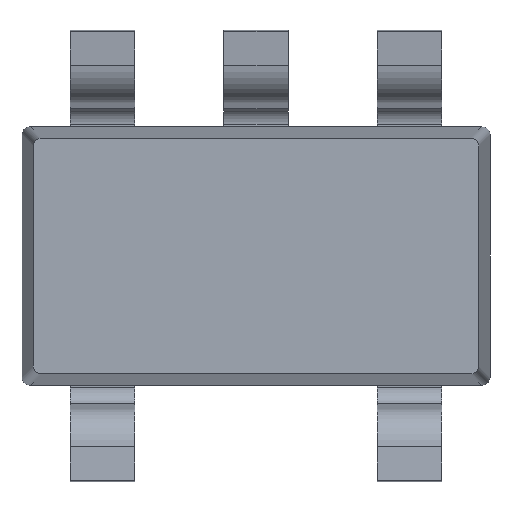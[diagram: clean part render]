
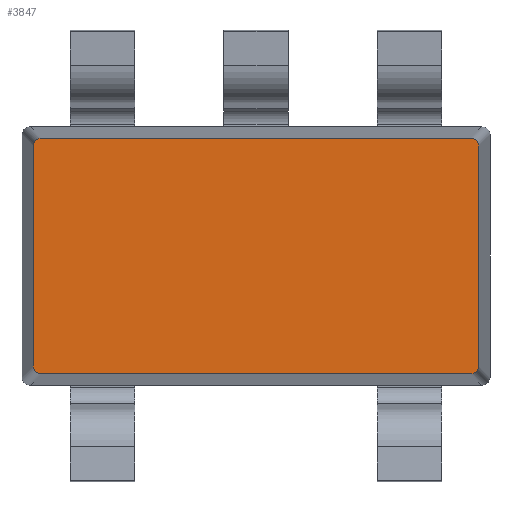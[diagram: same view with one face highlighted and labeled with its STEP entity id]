
A CAD part, front view. The second image highlights one B-rep face of the part: STEP entity #3847.
In plain terms, the highlighted planar face has unit normal (0, -1, 0).
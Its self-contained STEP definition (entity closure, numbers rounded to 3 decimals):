
#2 = CARTESIAN_POINT ( 'NONE',  ( 1.38, -0.875, 0.709 ) ) ;
#167 = CARTESIAN_POINT ( 'NONE',  ( -1.33, -0.875, -0.73 ) ) ;
#185 = ORIENTED_EDGE ( 'NONE', *, *, #1099, .T. ) ;
#202 = EDGE_CURVE ( 'NONE', #1278, #1930, #263, .T. ) ;
#236 = ORIENTED_EDGE ( 'NONE', *, *, #1246, .T. ) ;
#263 =( BOUNDED_CURVE ( )  B_SPLINE_CURVE ( 3, ( #2136, #2, #304, #327 ),
 .UNSPECIFIED., .F., .F. ) 
 B_SPLINE_CURVE_WITH_KNOTS ( ( 4, 4 ),
 ( 5.502, 7.065 ),
 .UNSPECIFIED. ) 
 CURVE ( )  GEOMETRIC_REPRESENTATION_ITEM ( )  RATIONAL_B_SPLINE_CURVE ( ( 1., 0.807, 0.807, 1. ) ) 
 REPRESENTATION_ITEM ( '' )  );
#280 = VERTEX_POINT ( 'NONE', #1687 ) ;
#304 = CARTESIAN_POINT ( 'NONE',  ( 1.359, -0.875, 0.73 ) ) ;
#324 = EDGE_LOOP ( 'NONE', ( #570, #236, #3660, #185, #959, #2605, #1976, #3525 ) ) ;
#327 = CARTESIAN_POINT ( 'NONE',  ( 1.33, -0.875, 0.73 ) ) ;
#371 = LINE ( 'NONE', #3834, #1473 ) ;
#381 = CARTESIAN_POINT ( 'NONE',  ( -1.38, -0.875, 0.68 ) ) ;
#385 = VERTEX_POINT ( 'NONE', #1334 ) ;
#408 = EDGE_CURVE ( 'NONE', #1930, #3388, #2377, .T. ) ;
#479 =( BOUNDED_CURVE ( )  B_SPLINE_CURVE ( 3, ( #3071, #697, #3396, #2274 ),
 .UNSPECIFIED., .F., .F. ) 
 B_SPLINE_CURVE_WITH_KNOTS ( ( 4, 4 ),
 ( 5.502, 7.065 ),
 .UNSPECIFIED. ) 
 CURVE ( )  GEOMETRIC_REPRESENTATION_ITEM ( )  RATIONAL_B_SPLINE_CURVE ( ( 1., 0.807, 0.807, 1. ) ) 
 REPRESENTATION_ITEM ( '' )  );
#570 = ORIENTED_EDGE ( 'NONE', *, *, #1561, .T. ) ;
#697 = CARTESIAN_POINT ( 'NONE',  ( 1.359, -0.875, -0.73 ) ) ;
#753 = VERTEX_POINT ( 'NONE', #381 ) ;
#767 = PLANE ( 'NONE',  #866 ) ;
#866 = AXIS2_PLACEMENT_3D ( 'NONE', #2515, #1952, #2524 ) ;
#882 = DIRECTION ( 'NONE',  ( 1., 0., 0. ) ) ;
#959 = ORIENTED_EDGE ( 'NONE', *, *, #3696, .T. ) ;
#1059 = CARTESIAN_POINT ( 'NONE',  ( 1.45, -0.875, 0.73 ) ) ;
#1099 = EDGE_CURVE ( 'NONE', #280, #385, #479, .T. ) ;
#1150 = CARTESIAN_POINT ( 'NONE',  ( -1.38, -0.875, -0.68 ) ) ;
#1246 = EDGE_CURVE ( 'NONE', #3433, #3770, #3351, .T. ) ;
#1278 = VERTEX_POINT ( 'NONE', #1647 ) ;
#1308 =( BOUNDED_CURVE ( )  B_SPLINE_CURVE ( 3, ( #3616, #1773, #2715, #2990 ),
 .UNSPECIFIED., .F., .F. ) 
 B_SPLINE_CURVE_WITH_KNOTS ( ( 4, 4 ),
 ( 5.502, 7.065 ),
 .UNSPECIFIED. ) 
 CURVE ( )  GEOMETRIC_REPRESENTATION_ITEM ( )  RATIONAL_B_SPLINE_CURVE ( ( 1., 0.807, 0.807, 1. ) ) 
 REPRESENTATION_ITEM ( '' )  );
#1324 = DIRECTION ( 'NONE',  ( -1., 0., 0. ) ) ;
#1334 = CARTESIAN_POINT ( 'NONE',  ( 1.38, -0.875, -0.68 ) ) ;
#1377 = CARTESIAN_POINT ( 'NONE',  ( 1.33, -0.875, 0.73 ) ) ;
#1473 = VECTOR ( 'NONE', #2917, 1000. ) ;
#1547 = CARTESIAN_POINT ( 'NONE',  ( 1.38, -0.875, -0.8 ) ) ;
#1561 = EDGE_CURVE ( 'NONE', #753, #3433, #371, .T. ) ;
#1647 = CARTESIAN_POINT ( 'NONE',  ( 1.38, -0.875, 0.68 ) ) ;
#1687 = CARTESIAN_POINT ( 'NONE',  ( 1.33, -0.875, -0.73 ) ) ;
#1773 = CARTESIAN_POINT ( 'NONE',  ( -1.359, -0.875, 0.73 ) ) ;
#1854 = LINE ( 'NONE', #1547, #3515 ) ;
#1863 = VECTOR ( 'NONE', #1324, 1000. ) ;
#1899 = FACE_OUTER_BOUND ( 'NONE', #324, .T. ) ;
#1930 = VERTEX_POINT ( 'NONE', #1377 ) ;
#1952 = DIRECTION ( 'NONE',  ( 0., -1., 0. ) ) ;
#1976 = ORIENTED_EDGE ( 'NONE', *, *, #408, .T. ) ;
#2016 = CARTESIAN_POINT ( 'NONE',  ( -1.33, -0.875, 0.73 ) ) ;
#2060 = CARTESIAN_POINT ( 'NONE',  ( -1.38, -0.875, -0.68 ) ) ;
#2136 = CARTESIAN_POINT ( 'NONE',  ( 1.38, -0.875, 0.68 ) ) ;
#2274 = CARTESIAN_POINT ( 'NONE',  ( 1.38, -0.875, -0.68 ) ) ;
#2360 = CARTESIAN_POINT ( 'NONE',  ( -1.359, -0.875, -0.73 ) ) ;
#2371 = CARTESIAN_POINT ( 'NONE',  ( -1.45, -0.875, -0.73 ) ) ;
#2377 = LINE ( 'NONE', #1059, #1863 ) ;
#2401 = LINE ( 'NONE', #2371, #2627 ) ;
#2419 = EDGE_CURVE ( 'NONE', #3770, #280, #2401, .T. ) ;
#2515 = CARTESIAN_POINT ( 'NONE',  ( 0., -0.875, 0. ) ) ;
#2524 = DIRECTION ( 'NONE',  ( 0., 0., -1. ) ) ;
#2605 = ORIENTED_EDGE ( 'NONE', *, *, #202, .T. ) ;
#2627 = VECTOR ( 'NONE', #882, 1000. ) ;
#2715 = CARTESIAN_POINT ( 'NONE',  ( -1.38, -0.875, 0.709 ) ) ;
#2917 = DIRECTION ( 'NONE',  ( 0., 0., -1. ) ) ;
#2990 = CARTESIAN_POINT ( 'NONE',  ( -1.38, -0.875, 0.68 ) ) ;
#3071 = CARTESIAN_POINT ( 'NONE',  ( 1.33, -0.875, -0.73 ) ) ;
#3084 = CARTESIAN_POINT ( 'NONE',  ( -1.33, -0.875, -0.73 ) ) ;
#3260 = CARTESIAN_POINT ( 'NONE',  ( -1.38, -0.875, -0.709 ) ) ;
#3351 =( BOUNDED_CURVE ( )  B_SPLINE_CURVE ( 3, ( #2060, #3260, #2360, #167 ),
 .UNSPECIFIED., .F., .F. ) 
 B_SPLINE_CURVE_WITH_KNOTS ( ( 4, 4 ),
 ( 5.502, 7.065 ),
 .UNSPECIFIED. ) 
 CURVE ( )  GEOMETRIC_REPRESENTATION_ITEM ( )  RATIONAL_B_SPLINE_CURVE ( ( 1., 0.807, 0.807, 1. ) ) 
 REPRESENTATION_ITEM ( '' )  );
#3388 = VERTEX_POINT ( 'NONE', #2016 ) ;
#3396 = CARTESIAN_POINT ( 'NONE',  ( 1.38, -0.875, -0.709 ) ) ;
#3433 = VERTEX_POINT ( 'NONE', #1150 ) ;
#3465 = EDGE_CURVE ( 'NONE', #3388, #753, #1308, .T. ) ;
#3515 = VECTOR ( 'NONE', #3721, 1000. ) ;
#3525 = ORIENTED_EDGE ( 'NONE', *, *, #3465, .T. ) ;
#3616 = CARTESIAN_POINT ( 'NONE',  ( -1.33, -0.875, 0.73 ) ) ;
#3660 = ORIENTED_EDGE ( 'NONE', *, *, #2419, .T. ) ;
#3696 = EDGE_CURVE ( 'NONE', #385, #1278, #1854, .T. ) ;
#3721 = DIRECTION ( 'NONE',  ( 0., 0., 1. ) ) ;
#3770 = VERTEX_POINT ( 'NONE', #3084 ) ;
#3834 = CARTESIAN_POINT ( 'NONE',  ( -1.38, -0.875, 0.8 ) ) ;
#3847 = ADVANCED_FACE ( 'NONE', ( #1899 ), #767, .T. ) ;
